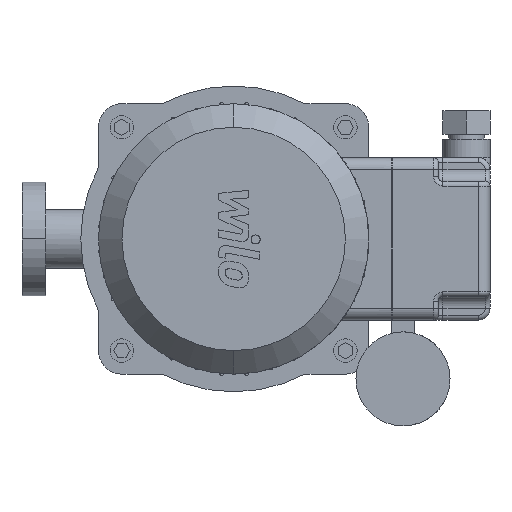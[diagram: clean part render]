
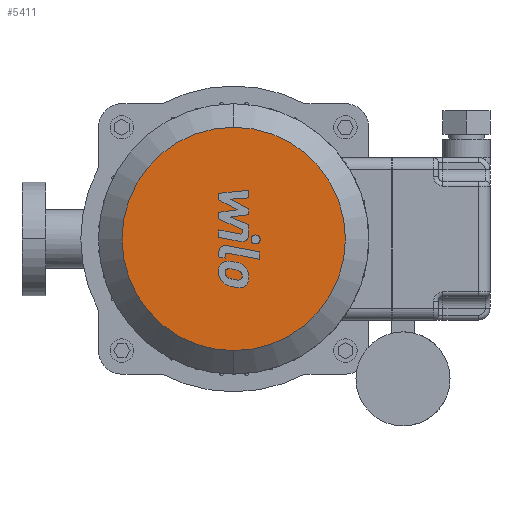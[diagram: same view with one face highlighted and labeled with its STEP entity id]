
A CAD part, front view. The second image highlights one B-rep face of the part: STEP entity #5411.
In plain terms, the highlighted planar face has unit normal (0, -1, 0).
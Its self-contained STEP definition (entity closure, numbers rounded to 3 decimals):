
#5322=CARTESIAN_POINT('',(90.0,-222.0,47.5));
#5323=VERTEX_POINT('',#5322);
#5337=CARTESIAN_POINT('',(90.,-222.0,-47.5));
#5338=VERTEX_POINT('',#5337);
#5345=CARTESIAN_POINT('',(90.0,-222.0,0.0));
#5346=DIRECTION('',(0.0,1.0,0.0));
#5347=DIRECTION('',(0.0,0.0,1.0));
#5348=AXIS2_PLACEMENT_3D('',#5345,#5346,#5347);
#5349=CIRCLE('',#5348,47.5);
#5350=EDGE_CURVE('',#5338,#5323,#5349,.T.);
#5378=CARTESIAN_POINT('',(90.0,-222.0,0.0));
#5379=DIRECTION('',(0.0,1.0,0.0));
#5380=DIRECTION('',(0.0,0.0,1.0));
#5381=AXIS2_PLACEMENT_3D('',#5378,#5379,#5380);
#5382=CIRCLE('',#5381,47.5);
#5383=EDGE_CURVE('',#5323,#5338,#5382,.T.);
#5402=CARTESIAN_POINT('',(90.0,-222.0,0.0));
#5403=DIRECTION('',(0.0,1.0,0.0));
#5404=DIRECTION('',(0.0,0.0,1.0));
#5405=AXIS2_PLACEMENT_3D('',#5402,#5403,#5404);
#5406=PLANE('',#5405);
#5407=ORIENTED_EDGE('',*,*,#5350,.F.);
#5408=ORIENTED_EDGE('',*,*,#5383,.F.);
#5409=EDGE_LOOP('',(#5407,#5408));
#5410=FACE_OUTER_BOUND('',#5409,.T.);
#5411=ADVANCED_FACE('',(#5410),#5406,.F.);
